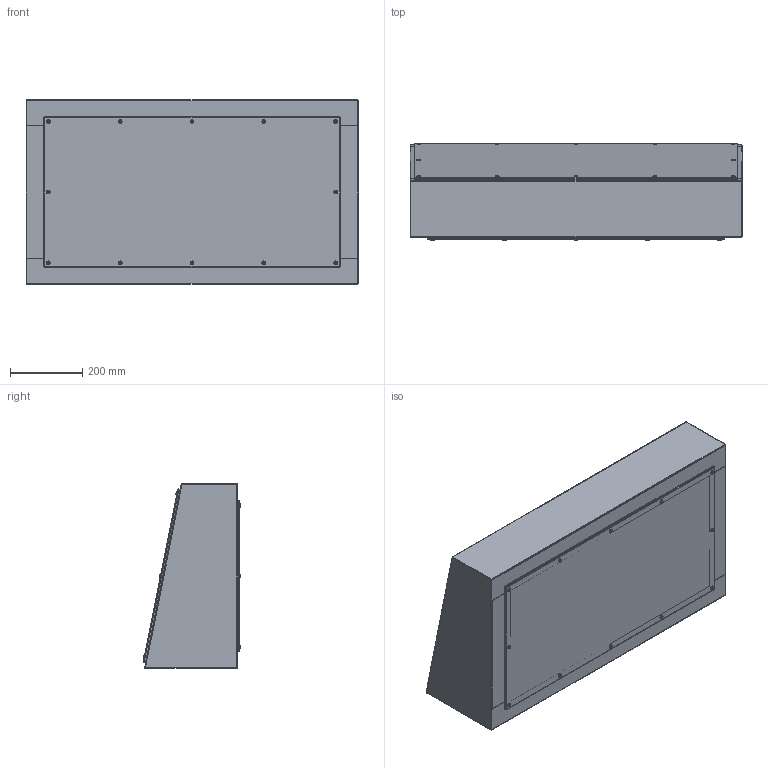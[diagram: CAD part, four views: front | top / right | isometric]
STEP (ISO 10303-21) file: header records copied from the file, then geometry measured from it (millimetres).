
FILE_DESCRIPTION(/* description */ ('WC12 CONSOLE TOP, BOTTOM ENDWALL, 36"'),/* implementation_level */ '2;1');
FILE_NAME(/* name */ 'WC12T.stp',/* time_stamp */ '2017-06-23T06:38:26-05:00',/* author */ ('wford'),/* organization */ (''),/* preprocessor_version */ 'ST-DEVELOPER v16.1',/* originating_system */ 'Autodesk Inventor 2016',/* authorisation */ '');
FILE_SCHEMA (('AUTOMOTIVE_DESIGN { 1 0 10303 214 3 1 1 }'));
Length unit declared in the file: inch
Products named in the file (12): WC12TBTM; WC12_TLS; WC12_TRS; WC12TTOP; 34984; WC12TIPNL; WC12TAPNL; WC12TFRNTGSK; WC12TBACKGSK; 372154; 39077; WC12_T-assm
Assembly tree (81 placements, depth 2):
  WC12_T-assm
    WC12TBTM
    WC12_TLS
    WC12_TRS
    WC12TTOP
    34984  x24
    WC12TIPNL
    WC12TAPNL
    WC12TFRNTGSK
    WC12TBACKGSK
    372154  x24
    39077  x25
Bounding box: 917.58 x 270.77 x 511.18 mm (x, y, z)
Volume: 3625984.8 mm3; surface area: 3603748 mm2
Topology: 81 solids, 81 shells, 2060 faces, 5158 edges, 3308 vertices
Faces by surface type: plane 1190, cylinder 350, cone 312, torus 144, sphere 48, bspline 16
Full cylindrical faces by diameter (mm): 3.962 x24, 4.255 x24, 4.978 x24, 6.299 x24, 6.35 x24, 6.528 x24, 7.061 x25, 10.312 x24, 11.506 x25
Entity records: 11013 total; most frequent: CARTESIAN_POINT 2337, DIRECTION 1698, ORIENTED_EDGE 1476, EDGE_CURVE 738, AXIS2_PLACEMENT_3D 605, EDGE_LOOP 502, LINE 488, VECTOR 488
